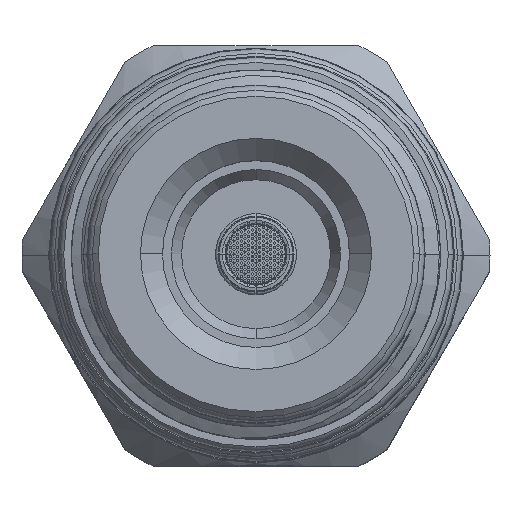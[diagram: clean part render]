
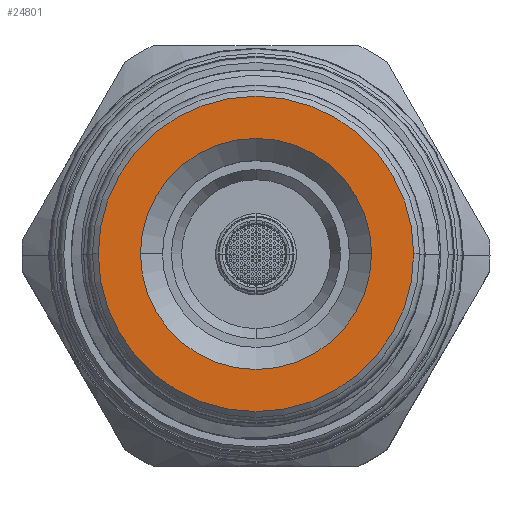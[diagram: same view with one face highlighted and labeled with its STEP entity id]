
A CAD part, top view. The second image highlights one B-rep face of the part: STEP entity #24801.
In plain terms, the highlighted planar face has unit normal (0, 0, 1).
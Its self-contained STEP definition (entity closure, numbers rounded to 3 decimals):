
#270 = CARTESIAN_POINT ( 'NONE',  ( -10.715, 0., 19.1 ) ) ;
#437 = CARTESIAN_POINT ( 'NONE',  ( 7.85, 0., 19.1 ) ) ;
#2201 = EDGE_CURVE ( 'NONE', #3690, #51038, #50941, .T. ) ;
#2471 = EDGE_CURVE ( 'NONE', #51038, #3690, #53694, .T. ) ;
#3388 = DIRECTION ( 'NONE',  ( -1., 0., 0. ) ) ;
#3573 = PLANE ( 'NONE',  #48064 ) ;
#3690 = VERTEX_POINT ( 'NONE', #437 ) ;
#4042 = DIRECTION ( 'NONE',  ( 0., 0., -1. ) ) ;
#4192 = CARTESIAN_POINT ( 'NONE',  ( 0., 0., 19.1 ) ) ;
#6969 = ORIENTED_EDGE ( 'NONE', *, *, #24390, .T. ) ;
#7442 = DIRECTION ( 'NONE',  ( 0., 0., 1. ) ) ;
#9196 = ORIENTED_EDGE ( 'NONE', *, *, #22076, .T. ) ;
#14217 = EDGE_LOOP ( 'NONE', ( #9196, #6969 ) ) ;
#14590 = CARTESIAN_POINT ( 'NONE',  ( 10.715, 0., 19.1 ) ) ;
#16178 = DIRECTION ( 'NONE',  ( 0., 0., -1. ) ) ;
#16258 = CARTESIAN_POINT ( 'NONE',  ( 0., 0., 19.1 ) ) ;
#17001 = ORIENTED_EDGE ( 'NONE', *, *, #2201, .T. ) ;
#18906 = AXIS2_PLACEMENT_3D ( 'NONE', #4192, #34502, #34692 ) ;
#21095 = AXIS2_PLACEMENT_3D ( 'NONE', #29189, #7442, #42304 ) ;
#22076 = EDGE_CURVE ( 'NONE', #27228, #54725, #28359, .T. ) ;
#23757 = ORIENTED_EDGE ( 'NONE', *, *, #2471, .T. ) ;
#24390 = EDGE_CURVE ( 'NONE', #54725, #27228, #50686, .T. ) ;
#24801 = ADVANCED_FACE ( 'NONE', ( #47908, #37070 ), #3573, .F. ) ;
#25199 = DIRECTION ( 'NONE',  ( -1., 0., 0. ) ) ;
#27228 = VERTEX_POINT ( 'NONE', #270 ) ;
#28359 = CIRCLE ( 'NONE', #21095, 10.715 ) ;
#29189 = CARTESIAN_POINT ( 'NONE',  ( 0., 0., 19.1 ) ) ;
#34502 = DIRECTION ( 'NONE',  ( 0., 0., 1. ) ) ;
#34692 = DIRECTION ( 'NONE',  ( -1., 0., 0. ) ) ;
#37070 = FACE_BOUND ( 'NONE', #37406, .T. ) ;
#37406 = EDGE_LOOP ( 'NONE', ( #17001, #23757 ) ) ;
#37459 = CARTESIAN_POINT ( 'NONE',  ( -7.85, 0., 19.1 ) ) ;
#38322 = DIRECTION ( 'NONE',  ( 0., 0., -1. ) ) ;
#38759 = AXIS2_PLACEMENT_3D ( 'NONE', #16258, #38322, #25199 ) ;
#39416 = AXIS2_PLACEMENT_3D ( 'NONE', #43657, #4042, #39465 ) ;
#39465 = DIRECTION ( 'NONE',  ( -1., 0., 0. ) ) ;
#42304 = DIRECTION ( 'NONE',  ( -1., 0., 0. ) ) ;
#43657 = CARTESIAN_POINT ( 'NONE',  ( 0., 0., 19.1 ) ) ;
#46973 = CARTESIAN_POINT ( 'NONE',  ( 0., 0., 19.1 ) ) ;
#47908 = FACE_OUTER_BOUND ( 'NONE', #14217, .T. ) ;
#48064 = AXIS2_PLACEMENT_3D ( 'NONE', #46973, #16178, #3388 ) ;
#50686 = CIRCLE ( 'NONE', #18906, 10.715 ) ;
#50941 = CIRCLE ( 'NONE', #39416, 7.85 ) ;
#51038 = VERTEX_POINT ( 'NONE', #37459 ) ;
#53694 = CIRCLE ( 'NONE', #38759, 7.85 ) ;
#54725 = VERTEX_POINT ( 'NONE', #14590 ) ;
